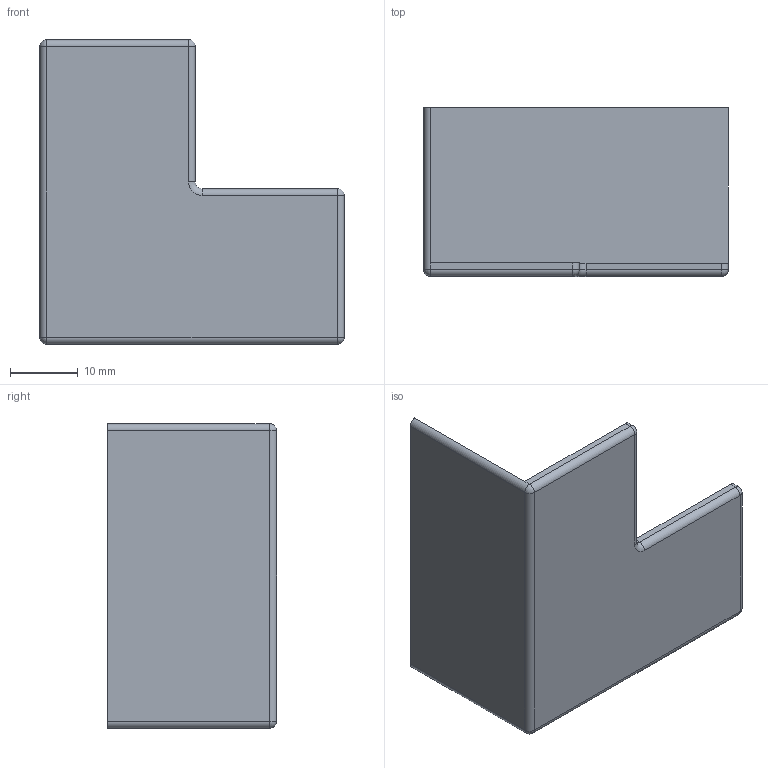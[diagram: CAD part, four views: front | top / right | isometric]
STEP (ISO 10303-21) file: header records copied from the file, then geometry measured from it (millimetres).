
FILE_DESCRIPTION(('FreeCAD Model'),'2;1');
FILE_NAME('Open CASCADE Shape Model','2026-01-04T17:22:48',(''),(''), 'Open CASCADE STEP processor 7.9','FreeCAD','Unknown');
FILE_SCHEMA(('AUTOMOTIVE_DESIGN { 1 0 10303 214 1 1 1 1 }'));
Length unit declared in the file: millimetre
Products named in the file (1): Body020
Bounding box: 45 x 25 x 45 mm (x, y, z)
Volume: 5074.7 mm3; surface area: 7468.9 mm2
Topology: 1 solids, 1 shells, 29 faces, 67 edges, 35 vertices
Faces by surface type: cylinder 12, plane 11, sphere 5, torus 1
Entity records: 791 total; most frequent: DIRECTION 147, CARTESIAN_POINT 127, ORIENTED_EDGE 124, EDGE_CURVE 62, AXIS2_PLACEMENT_3D 55, LINE 37, VECTOR 37, VERTEX_POINT 35
